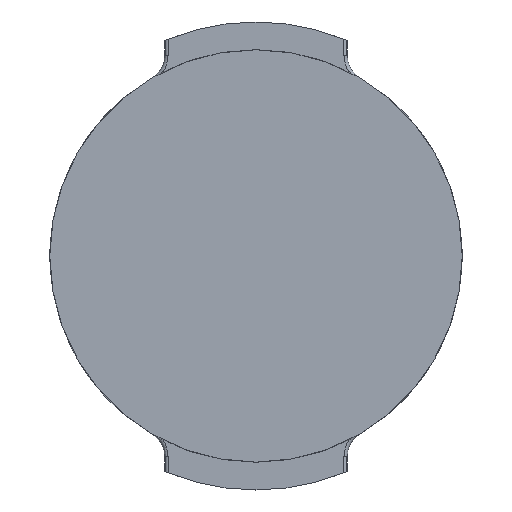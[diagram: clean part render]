
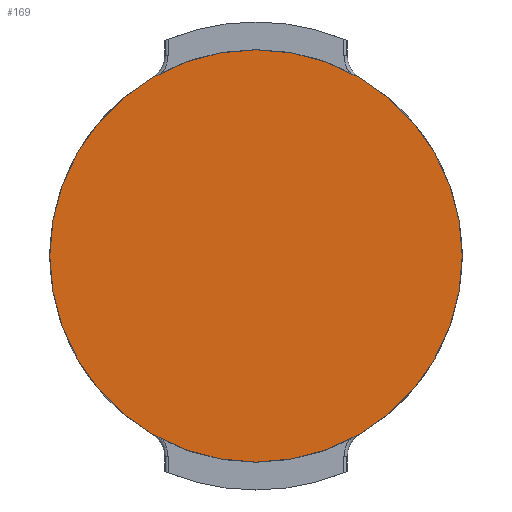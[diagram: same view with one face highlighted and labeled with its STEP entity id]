
A CAD part, top view. The second image highlights one B-rep face of the part: STEP entity #169.
In plain terms, the highlighted planar face has unit normal (0, 0, 1).
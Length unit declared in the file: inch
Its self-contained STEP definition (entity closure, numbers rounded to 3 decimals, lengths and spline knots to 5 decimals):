
#169=ADVANCED_FACE('',(#336),#337,.F.);
#336=FACE_OUTER_BOUND('',#714,.T.);
#337=PLANE('',#715);
#714=EDGE_LOOP('',(#1141,#1142));
#715=AXIS2_PLACEMENT_3D('',#1143,#1144,#1145);
#1141=ORIENTED_EDGE('',*,*,#1359,.F.);
#1142=ORIENTED_EDGE('',*,*,#1360,.F.);
#1143=CARTESIAN_POINT('',(0.0,0.,0.23622));
#1144=DIRECTION('',(0.,0.,-1.0));
#1145=DIRECTION('',(-1.0,0.,0.));
#1359=EDGE_CURVE('',#1626,#1627,#1628,.T.);
#1360=EDGE_CURVE('',#1627,#1626,#1629,.T.);
#1626=VERTEX_POINT('',#2120);
#1627=VERTEX_POINT('',#2121);
#1628=CIRCLE('',#2122,0.48917);
#1629=CIRCLE('',#2123,0.48917);
#2120=CARTESIAN_POINT('',(0.,-0.48917,0.23622));
#2121=CARTESIAN_POINT('',(0.,0.48917,0.23622));
#2122=AXIS2_PLACEMENT_3D('',#2337,#2338,#2339);
#2123=AXIS2_PLACEMENT_3D('',#2340,#2341,#2342);
#2337=CARTESIAN_POINT('',(0.0,0.,0.23622));
#2338=DIRECTION('',(0.,0.,-1.0));
#2339=DIRECTION('',(0.,-1.0,0.));
#2340=CARTESIAN_POINT('',(0.0,0.,0.23622));
#2341=DIRECTION('',(0.,0.,-1.0));
#2342=DIRECTION('',(0.,-1.0,0.));
